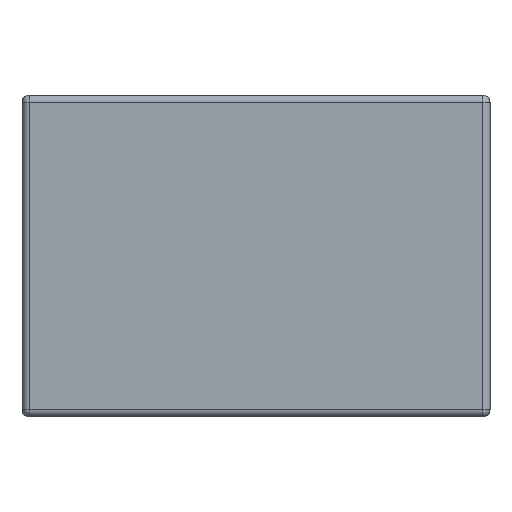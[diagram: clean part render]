
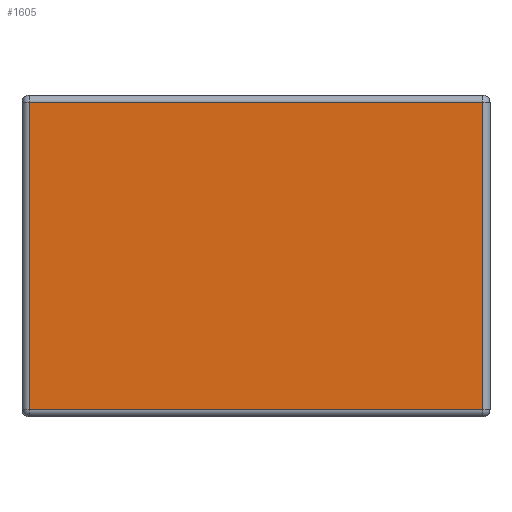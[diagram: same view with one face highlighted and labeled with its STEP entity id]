
A CAD part, left-side view. The second image highlights one B-rep face of the part: STEP entity #1605.
In plain terms, the highlighted planar face has unit normal (-1, 0, 0).
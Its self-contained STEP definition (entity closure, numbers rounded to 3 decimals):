
#19 = DIRECTION ( 'NONE',  ( 0., 0., 1. ) ) ;
#226 = CARTESIAN_POINT ( 'NONE',  ( -2.25, 0., 2.2 ) ) ;
#240 = VERTEX_POINT ( 'NONE', #2451 ) ;
#260 = EDGE_CURVE ( 'NONE', #240, #2111, #435, .T. ) ;
#318 = EDGE_CURVE ( 'NONE', #2111, #2656, #2317, .T. ) ;
#435 = LINE ( 'NONE', #3009, #3144 ) ;
#462 = CARTESIAN_POINT ( 'NONE',  ( -2.25, 1.55, 0.05 ) ) ;
#496 = DIRECTION ( 'NONE',  ( 0., -1., 0. ) ) ;
#560 = EDGE_CURVE ( 'NONE', #3041, #240, #687, .T. ) ;
#687 = LINE ( 'NONE', #1711, #2936 ) ;
#724 = CARTESIAN_POINT ( 'NONE',  ( -2.25, -1.55, 2.15 ) ) ;
#763 = CARTESIAN_POINT ( 'NONE',  ( -2.25, -1.55, 0.05 ) ) ;
#818 = VECTOR ( 'NONE', #19, 1000. ) ;
#842 = ORIENTED_EDGE ( 'NONE', *, *, #260, .T. ) ;
#988 = CARTESIAN_POINT ( 'NONE',  ( -2.25, -1.55, 2.2 ) ) ;
#1090 = AXIS2_PLACEMENT_3D ( 'NONE', #226, #1545, #1736 ) ;
#1295 = PLANE ( 'NONE',  #1090 ) ;
#1462 = DIRECTION ( 'NONE',  ( 0., 1., 0. ) ) ;
#1523 = ORIENTED_EDGE ( 'NONE', *, *, #2760, .T. ) ;
#1545 = DIRECTION ( 'NONE',  ( -1., 0., 0. ) ) ;
#1605 = ADVANCED_FACE ( 'NONE', ( #1752 ), #1295, .T. ) ;
#1662 = ORIENTED_EDGE ( 'NONE', *, *, #318, .T. ) ;
#1711 = CARTESIAN_POINT ( 'NONE',  ( -2.25, 0., 2.15 ) ) ;
#1736 = DIRECTION ( 'NONE',  ( 0., 0., 1. ) ) ;
#1752 = FACE_OUTER_BOUND ( 'NONE', #3256, .T. ) ;
#1777 = VECTOR ( 'NONE', #496, 1000. ) ;
#2111 = VERTEX_POINT ( 'NONE', #462 ) ;
#2317 = LINE ( 'NONE', #3074, #1777 ) ;
#2441 = ORIENTED_EDGE ( 'NONE', *, *, #560, .T. ) ;
#2451 = CARTESIAN_POINT ( 'NONE',  ( -2.25, 1.55, 2.15 ) ) ;
#2656 = VERTEX_POINT ( 'NONE', #763 ) ;
#2760 = EDGE_CURVE ( 'NONE', #2656, #3041, #3262, .T. ) ;
#2761 = DIRECTION ( 'NONE',  ( 0., 0., -1. ) ) ;
#2936 = VECTOR ( 'NONE', #1462, 1000. ) ;
#3009 = CARTESIAN_POINT ( 'NONE',  ( -2.25, 1.55, 0. ) ) ;
#3041 = VERTEX_POINT ( 'NONE', #724 ) ;
#3074 = CARTESIAN_POINT ( 'NONE',  ( -2.25, -1.6, 0.05 ) ) ;
#3144 = VECTOR ( 'NONE', #2761, 1000. ) ;
#3256 = EDGE_LOOP ( 'NONE', ( #2441, #842, #1662, #1523 ) ) ;
#3262 = LINE ( 'NONE', #988, #818 ) ;
